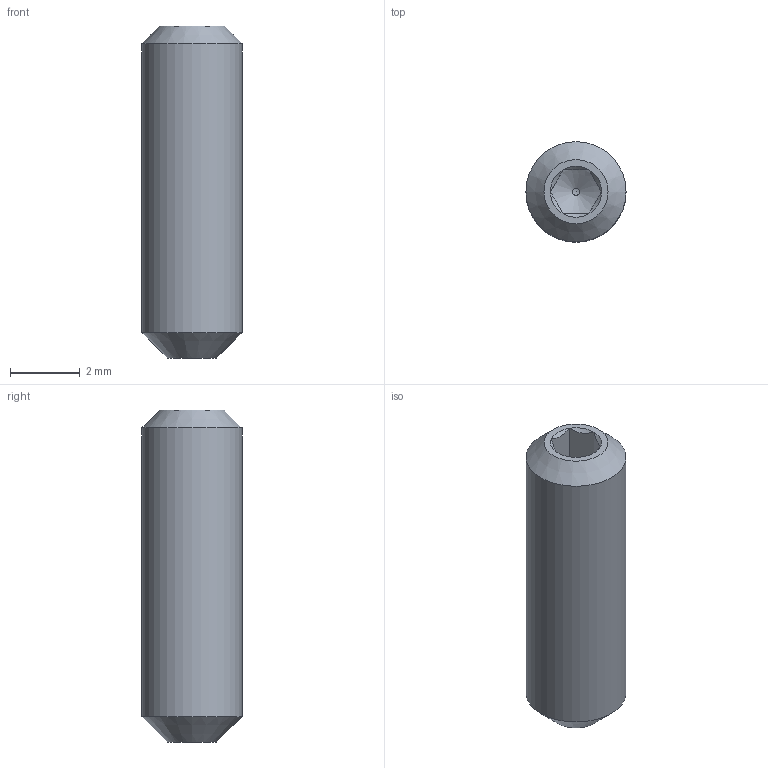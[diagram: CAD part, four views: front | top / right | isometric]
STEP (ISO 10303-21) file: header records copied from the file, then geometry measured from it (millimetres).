
FILE_DESCRIPTION(('FreeCAD Model'),'2;1');
FILE_NAME('Open CASCADE Shape Model','2021-10-26T15:05:19',('Author'),( ''),'Open CASCADE STEP processor 7.4','FreeCAD','Unknown');
FILE_SCHEMA(('AUTOMOTIVE_DESIGN { 1 0 10303 214 1 1 1 1 }'));
Length unit declared in the file: millimetre
Products named in the file (1): #4x3/8in-Screw
Bounding box: 2.87 x 2.87 x 9.53 mm (x, y, z)
Volume: 56 mm3; surface area: 99.5 mm2
Topology: 1 solids, 1 shells, 19 faces, 35 edges, 18 vertices
Faces by surface type: cone 9, plane 8, cylinder 1, sphere 1
Full cylindrical faces by diameter (mm): 2.873 x1
Entity records: 482 total; most frequent: DIRECTION 98, CARTESIAN_POINT 72, ORIENTED_EDGE 68, AXIS2_PLACEMENT_3D 44, EDGE_CURVE 34, FACE_BOUND 20, EDGE_LOOP 20, ADVANCED_FACE 19
